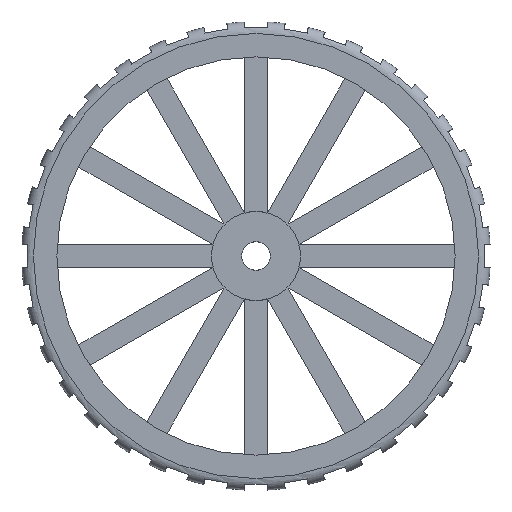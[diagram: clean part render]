
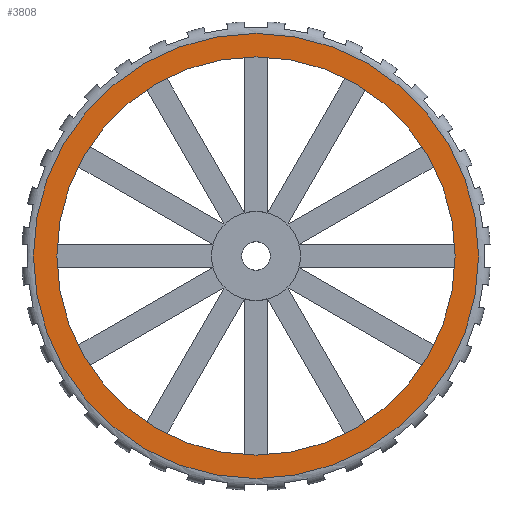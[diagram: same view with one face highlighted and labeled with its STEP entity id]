
A CAD part, front view. The second image highlights one B-rep face of the part: STEP entity #3808.
In plain terms, the highlighted planar face has unit normal (0, -1, 0).
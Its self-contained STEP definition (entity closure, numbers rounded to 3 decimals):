
#155=PLANE('',#4120);
#180=FACE_BOUND('',#690,.T.);
#256=CIRCLE('',#4015,47.5);
#291=CIRCLE('',#4115,42.5);
#478=FACE_OUTER_BOUND('',#689,.T.);
#689=EDGE_LOOP('',(#3570));
#690=EDGE_LOOP('',(#3571));
#1730=VERTEX_POINT('',#7579);
#1806=VERTEX_POINT('',#7835);
#2274=EDGE_CURVE('',#1730,#1730,#256,.T.);
#2389=EDGE_CURVE('',#1806,#1806,#291,.T.);
#3570=ORIENTED_EDGE('',*,*,#2274,.F.);
#3571=ORIENTED_EDGE('',*,*,#2389,.T.);
#3808=ADVANCED_FACE('',(#478,#180),#155,.F.);
#4015=AXIS2_PLACEMENT_3D('',#7581,#4661,#4662);
#4115=AXIS2_PLACEMENT_3D('',#7837,#4941,#4942);
#4120=AXIS2_PLACEMENT_3D('',#7848,#4957,#4958);
#4661=DIRECTION('center_axis',(0.,1.,0.));
#4662=DIRECTION('ref_axis',(1.,0.,0.));
#4941=DIRECTION('center_axis',(0.,1.,0.));
#4942=DIRECTION('ref_axis',(-1.,0.,0.));
#4957=DIRECTION('center_axis',(0.,1.,0.));
#4958=DIRECTION('ref_axis',(1.,0.,0.));
#7579=CARTESIAN_POINT('',(0.,0.,-47.5));
#7581=CARTESIAN_POINT('Origin',(0.,0.,0.));
#7835=CARTESIAN_POINT('',(42.5,0.,0.));
#7837=CARTESIAN_POINT('Origin',(0.,0.,0.));
#7848=CARTESIAN_POINT('Origin',(0.,0.,0.));
